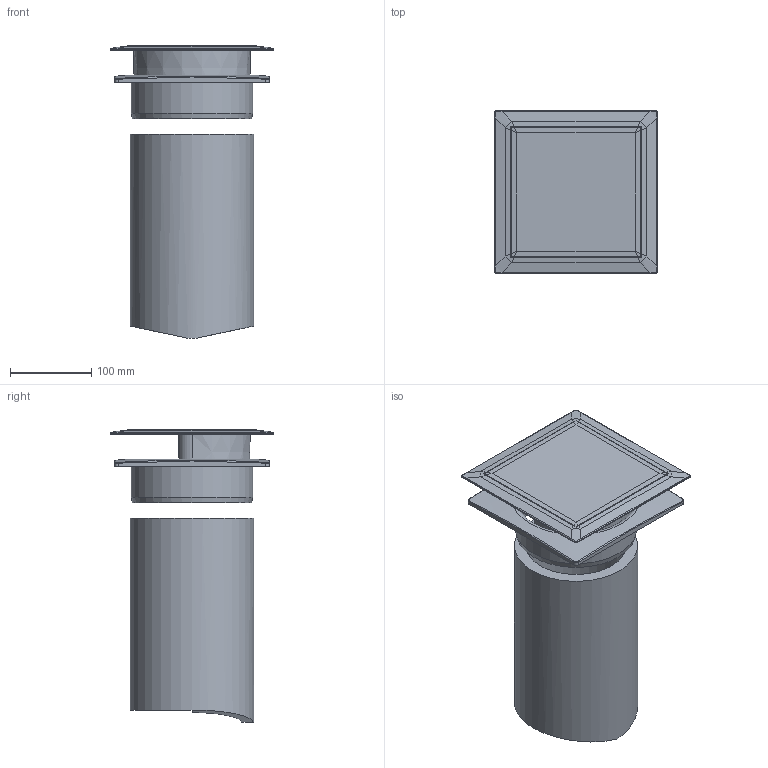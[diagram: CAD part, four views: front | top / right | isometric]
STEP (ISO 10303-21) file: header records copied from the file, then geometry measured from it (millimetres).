
FILE_DESCRIPTION (( 'STEP AP203' ), '1' );
FILE_NAME ('KWL EC 45-160_09361-001.STEP', '2021-03-19T13:28:17', ( '' ), ( '' ), 'SwSTEP 2.0', 'SolidWorks 2019', '' );
FILE_SCHEMA (( 'CONFIG_CONTROL_DESIGN' ));
Length unit declared in the file: millimetre
Products named in the file (1): KWL EC 45-160_09361-001
Bounding box: 200 x 200 x 359.8 mm (x, y, z)
Volume: 1876077.2 mm3; surface area: 431346.4 mm2
Topology: 2 solids, 2 shells, 134 faces, 337 edges, 205 vertices
Faces by surface type: plane 55, cylinder 40, bspline 28, torus 6, cone 5
Full cylindrical faces by diameter (mm): 22.9 x1, 30 x2, 32.9 x1, 123 x1, 143.5 x1, 149.5 x1, 152 x1
Entity records: 4783 total; most frequent: CARTESIAN_POINT 1861, ORIENTED_EDGE 624, DIRECTION 534, EDGE_CURVE 312, AXIS2_PLACEMENT_3D 199, VERTEX_POINT 198, EDGE_LOOP 160, FACE_OUTER_BOUND 144
